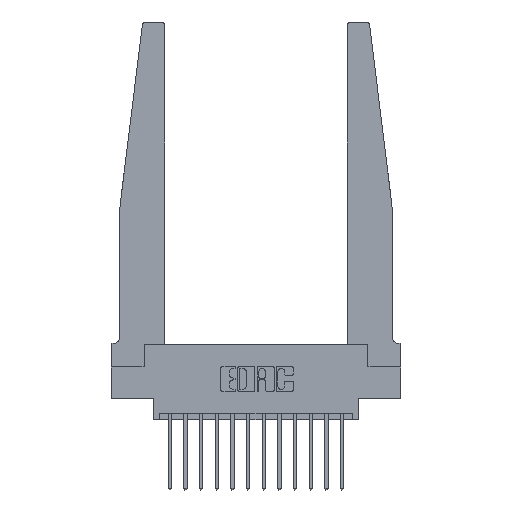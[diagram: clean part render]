
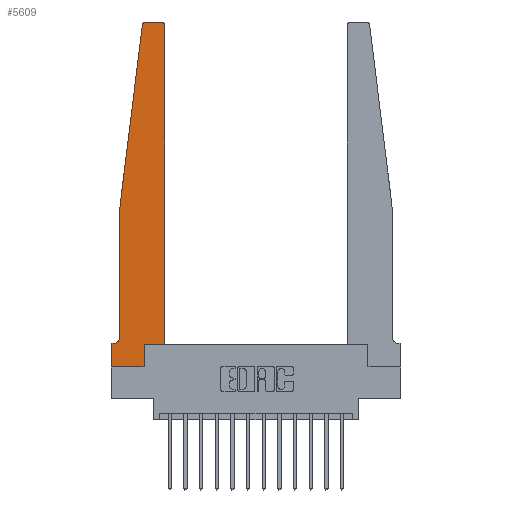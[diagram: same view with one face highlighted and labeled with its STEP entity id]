
A CAD part, top view. The second image highlights one B-rep face of the part: STEP entity #5609.
In plain terms, the highlighted planar face has unit normal (0, 0, 1).
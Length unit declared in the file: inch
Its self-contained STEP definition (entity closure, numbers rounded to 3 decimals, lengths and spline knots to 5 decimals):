
#38 = ORIENTED_EDGE ( 'NONE', *, *, #41, .T. ) ;
#41 = EDGE_CURVE ( 'NONE', #10409, #3594, #2667, .T. ) ;
#73 = DIRECTION ( 'NONE',  ( 1., 0., 0. ) ) ;
#373 = LINE ( 'NONE', #1518, #3635 ) ;
#807 = DIRECTION ( 'NONE',  ( 1., 0., 0. ) ) ;
#1031 = ORIENTED_EDGE ( 'NONE', *, *, #9120, .T. ) ;
#1087 = CARTESIAN_POINT ( 'NONE',  ( 0.25, 2.75, 0.37 ) ) ;
#1132 = CARTESIAN_POINT ( 'NONE',  ( 0.065, 1.25, 0.37 ) ) ;
#1518 = CARTESIAN_POINT ( 'NONE',  ( 0.425, 0.18, 0.37 ) ) ;
#1725 = VECTOR ( 'NONE', #10667, 39.37008 ) ;
#2026 = DIRECTION ( 'NONE',  ( 0., 0., 1. ) ) ;
#2190 = ORIENTED_EDGE ( 'NONE', *, *, #9615, .T. ) ;
#2428 = VERTEX_POINT ( 'NONE', #7008 ) ;
#2667 = LINE ( 'NONE', #16245, #15864 ) ;
#3285 = LINE ( 'NONE', #8570, #7291 ) ;
#3337 = PLANE ( 'NONE',  #12203 ) ;
#3374 = DIRECTION ( 'NONE',  ( -1., 0., 0. ) ) ;
#3405 = VECTOR ( 'NONE', #16709, 39.37008 ) ;
#3594 = VERTEX_POINT ( 'NONE', #15010 ) ;
#3635 = VECTOR ( 'NONE', #14669, 39.37008 ) ;
#3647 = AXIS2_PLACEMENT_3D ( 'NONE', #8487, #7118, #3374 ) ;
#3857 = EDGE_CURVE ( 'NONE', #12129, #15441, #12380, .T. ) ;
#4246 = CIRCLE ( 'NONE', #11422, 0.03 ) ;
#4623 = CARTESIAN_POINT ( 'NONE',  ( 0.425, 2.72, 0.37 ) ) ;
#4759 = ORIENTED_EDGE ( 'NONE', *, *, #9136, .T. ) ;
#4763 = DIRECTION ( 'NONE',  ( 0., -1., 0. ) ) ;
#4773 = ORIENTED_EDGE ( 'NONE', *, *, #3857, .T. ) ;
#4994 = AXIS2_PLACEMENT_3D ( 'NONE', #11582, #5099, #7867 ) ;
#5099 = DIRECTION ( 'NONE',  ( 0., 0., 1. ) ) ;
#5186 = EDGE_CURVE ( 'NONE', #6558, #13685, #16933, .T. ) ;
#5207 = ORIENTED_EDGE ( 'NONE', *, *, #17094, .T. ) ;
#5241 = LINE ( 'NONE', #1132, #1725 ) ;
#5561 = CARTESIAN_POINT ( 'NONE',  ( 0.2605, 0., 0.37 ) ) ;
#5609 = ADVANCED_FACE ( 'NONE', ( #5951 ), #3337, .T. ) ;
#5805 = CARTESIAN_POINT ( 'NONE',  ( 0.27653, 2.75, 0.37 ) ) ;
#5903 = VERTEX_POINT ( 'NONE', #4623 ) ;
#5951 = FACE_OUTER_BOUND ( 'NONE', #16802, .T. ) ;
#6558 = VERTEX_POINT ( 'NONE', #5805 ) ;
#6920 = CARTESIAN_POINT ( 'NONE',  ( 0.065, 0.2375, 0.37 ) ) ;
#6972 = VERTEX_POINT ( 'NONE', #6920 ) ;
#7008 = CARTESIAN_POINT ( 'NONE',  ( 0.425, 0.18, 0.37 ) ) ;
#7035 = LINE ( 'NONE', #9611, #10852 ) ;
#7118 = DIRECTION ( 'NONE',  ( 0., 0., -1. ) ) ;
#7135 = ORIENTED_EDGE ( 'NONE', *, *, #11462, .T. ) ;
#7291 = VECTOR ( 'NONE', #4763, 39.37008 ) ;
#7325 = DIRECTION ( 'NONE',  ( 1., 0., 0. ) ) ;
#7381 = CARTESIAN_POINT ( 'NONE',  ( 0.425, 0.18, 0.37 ) ) ;
#7512 = ORIENTED_EDGE ( 'NONE', *, *, #14499, .T. ) ;
#7832 = VERTEX_POINT ( 'NONE', #8248 ) ;
#7867 = DIRECTION ( 'NONE',  ( 1., 0., 0. ) ) ;
#8141 = CARTESIAN_POINT ( 'NONE',  ( 0.2605, 0.18, 0.37 ) ) ;
#8248 = CARTESIAN_POINT ( 'NONE',  ( 0.065, 1.25, 0.37 ) ) ;
#8327 = DIRECTION ( 'NONE',  ( -0.122, -0.992, 0. ) ) ;
#8487 = CARTESIAN_POINT ( 'NONE',  ( 0.015, 0.2375, 0.37 ) ) ;
#8570 = CARTESIAN_POINT ( 'NONE',  ( 0., 0., 0.37 ) ) ;
#8618 = CARTESIAN_POINT ( 'NONE',  ( 0., 0.1875, 0.37 ) ) ;
#9120 = EDGE_CURVE ( 'NONE', #5903, #14981, #4246, .T. ) ;
#9136 = EDGE_CURVE ( 'NONE', #7832, #6972, #5241, .T. ) ;
#9173 = DIRECTION ( 'NONE',  ( -1., 0., 0. ) ) ;
#9341 = DIRECTION ( 'NONE',  ( -1., 0., 0. ) ) ;
#9611 = CARTESIAN_POINT ( 'NONE',  ( 0.065, 1.25, 0.37 ) ) ;
#9615 = EDGE_CURVE ( 'NONE', #13685, #7832, #7035, .T. ) ;
#9801 = CARTESIAN_POINT ( 'NONE',  ( 0.395, 2.75, 0.37 ) ) ;
#9812 = EDGE_CURVE ( 'NONE', #3594, #12129, #3285, .T. ) ;
#10052 = LINE ( 'NONE', #7381, #3405 ) ;
#10130 = CARTESIAN_POINT ( 'NONE',  ( 0., 0., 0.37 ) ) ;
#10373 = LINE ( 'NONE', #1087, #11605 ) ;
#10409 = VERTEX_POINT ( 'NONE', #11471 ) ;
#10667 = DIRECTION ( 'NONE',  ( 0., -1., 0. ) ) ;
#10852 = VECTOR ( 'NONE', #8327, 39.37008 ) ;
#10973 = LINE ( 'NONE', #8141, #16644 ) ;
#11148 = CARTESIAN_POINT ( 'NONE',  ( 0., 0., 0.37 ) ) ;
#11422 = AXIS2_PLACEMENT_3D ( 'NONE', #13051, #16016, #73 ) ;
#11462 = EDGE_CURVE ( 'NONE', #6972, #10409, #14192, .T. ) ;
#11471 = CARTESIAN_POINT ( 'NONE',  ( 0.015, 0.1875, 0.37 ) ) ;
#11582 = CARTESIAN_POINT ( 'NONE',  ( 0.27653, 2.72, 0.37 ) ) ;
#11605 = VECTOR ( 'NONE', #9173, 39.37008 ) ;
#11671 = ORIENTED_EDGE ( 'NONE', *, *, #9812, .T. ) ;
#12128 = EDGE_CURVE ( 'NONE', #17059, #2428, #10052, .T. ) ;
#12129 = VERTEX_POINT ( 'NONE', #10130 ) ;
#12203 = AXIS2_PLACEMENT_3D ( 'NONE', #8618, #2026, #7325 ) ;
#12380 = LINE ( 'NONE', #11148, #14001 ) ;
#13051 = CARTESIAN_POINT ( 'NONE',  ( 0.395, 2.72, 0.37 ) ) ;
#13531 = ORIENTED_EDGE ( 'NONE', *, *, #12128, .T. ) ;
#13685 = VERTEX_POINT ( 'NONE', #17110 ) ;
#13913 = EDGE_CURVE ( 'NONE', #2428, #5903, #373, .T. ) ;
#14001 = VECTOR ( 'NONE', #807, 39.37008 ) ;
#14192 = CIRCLE ( 'NONE', #3647, 0.05 ) ;
#14499 = EDGE_CURVE ( 'NONE', #14981, #6558, #10373, .T. ) ;
#14669 = DIRECTION ( 'NONE',  ( 0., 1., 0. ) ) ;
#14673 = DIRECTION ( 'NONE',  ( 0., 1., 0. ) ) ;
#14881 = ORIENTED_EDGE ( 'NONE', *, *, #5186, .T. ) ;
#14981 = VERTEX_POINT ( 'NONE', #9801 ) ;
#15010 = CARTESIAN_POINT ( 'NONE',  ( 0., 0.1875, 0.37 ) ) ;
#15441 = VERTEX_POINT ( 'NONE', #5561 ) ;
#15864 = VECTOR ( 'NONE', #9341, 39.37008 ) ;
#16016 = DIRECTION ( 'NONE',  ( 0., 0., 1. ) ) ;
#16156 = CARTESIAN_POINT ( 'NONE',  ( 0.2605, 0.18, 0.37 ) ) ;
#16245 = CARTESIAN_POINT ( 'NONE',  ( 0.065, 0.1875, 0.37 ) ) ;
#16473 = ORIENTED_EDGE ( 'NONE', *, *, #13913, .T. ) ;
#16644 = VECTOR ( 'NONE', #14673, 39.37008 ) ;
#16709 = DIRECTION ( 'NONE',  ( 1., 0., 0. ) ) ;
#16802 = EDGE_LOOP ( 'NONE', ( #7512, #14881, #2190, #4759, #7135, #38, #11671, #4773, #5207, #13531, #16473, #1031 ) ) ;
#16933 = CIRCLE ( 'NONE', #4994, 0.03 ) ;
#17059 = VERTEX_POINT ( 'NONE', #16156 ) ;
#17094 = EDGE_CURVE ( 'NONE', #15441, #17059, #10973, .T. ) ;
#17110 = CARTESIAN_POINT ( 'NONE',  ( 0.24675, 2.72367, 0.37 ) ) ;
